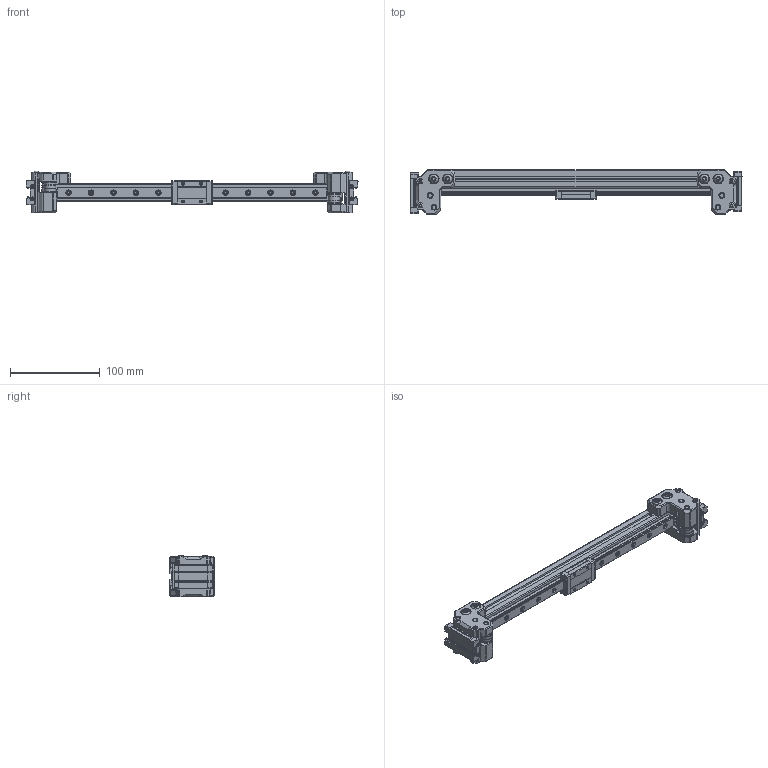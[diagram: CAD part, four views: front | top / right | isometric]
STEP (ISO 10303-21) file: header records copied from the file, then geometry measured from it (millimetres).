
FILE_DESCRIPTION(/* description */ (''),/* implementation_level */ '2;1');
FILE_NAME(/* name */ '_3_Printed_9mm_2WD_X_axis_MGN12H.step',/* time_stamp */ '2025-04-17T08:03:05-05:00',/* author */ (''),/* organization */ (''),/* preprocessor_version */ 'ST-DEVELOPER v20.1',/* originating_system */ 'Autodesk Translation Framework v14.4.0.0',/* authorisation */ '');
FILE_SCHEMA (('AUTOMOTIVE_DESIGN { 1 0 10303 214 3 1 1 }'));
Products named in the file (30): _3_Printed_9mm_2WD_X_axis; _Printed_9mm_2WD_left_XY_joint; Printed_9mm_2WD_XY_joint_left_a; _Printed_9mm_left_XY_joint_hardware; _Printed_9mm_2WD_XY_joint_motion_1; _GT2_20T_9mm_pulley_de-hubbed_1; Printed_9mm_2WD_XY_joint_left_b; _HFSB5-2020-330; _MGN12 rail - 300mm; _M3x8 SHCS; M5 2020 drop-in T-nut; _Printed_9mm_2WD_right_XY_joint; _Printed_9mm_2WD_XY_joint_motion; 695 bearing; _GT2_20T_9mm_pulley_de-hubbed; GT2 20T 9mm pulley de-hubbed ; M4x2.5 set screw; _MGN9H; Printed_spacer; Shim 0.5mm; F695 flanged bearing; D5x40 smooth pin; _MGN12H; Printed_9mm_2WD_XY_joint_right_a; Printed_9mm_2WD_XY_joint_right_b; _Printed_9mm_right_XY_joint_hardware; M3x40 BHCS; M3xD5x4 threaded insert; M3x6 BHCS; M5x12 BHCS
Assembly tree (89 placements, depth 5):
  _3_Printed_9mm_2WD_X_axis
    _Printed_9mm_2WD_left_XY_joint
      Printed_9mm_2WD_XY_joint_left_a
      _Printed_9mm_left_XY_joint_hardware
        M5x12 BHCS  x3
        M3x6 BHCS  x4
        M3xD5x4 threaded insert  x2
        M3x40 BHCS  x2
      _Printed_9mm_2WD_XY_joint_motion_1
        _GT2_20T_9mm_pulley_de-hubbed_1
          M4x2.5 set screw  x2
          GT2 20T 9mm pulley de-hubbed 
        Printed_spacer  x2
        F695 flanged bearing  x4
        Shim 0.5mm  x3
        695 bearing
        _MGN9H
        D5x40 smooth pin  x2
        _MGN12H
      Printed_9mm_2WD_XY_joint_left_b
    _HFSB5-2020-330
      M5 2020 drop-in T-nut  x6
      _MGN12 rail - 300mm
        _M3x8 SHCS  x12
      _MGN12H
    _Printed_9mm_2WD_right_XY_joint
      _Printed_9mm_2WD_XY_joint_motion
        Printed_spacer  x2
        F695 flanged bearing  x4
        Shim 0.5mm  x3
        695 bearing
        _GT2_20T_9mm_pulley_de-hubbed
          M4x2.5 set screw  x2
          GT2 20T 9mm pulley de-hubbed 
        _MGN9H
        D5x40 smooth pin  x2
        _MGN12H
      Printed_9mm_2WD_XY_joint_right_a
      Printed_9mm_2WD_XY_joint_right_b
      _Printed_9mm_right_XY_joint_hardware
        M3x40 BHCS  x2
        M3x6 BHCS  x4
        M3xD5x4 threaded insert  x2
        M5x12 BHCS  x3
Bounding box: 370 x 49.24 x 46.8 mm (x, y, z)
Volume: 194290.7 mm3; surface area: 142713.5 mm2
Topology: 103 solids, 103 shells, 3782 faces, 9461 edges, 6077 vertices
Faces by surface type: plane 1642, cylinder 1153, cone 566, bspline 344, torus 47, sphere 30
Full cylindrical faces by diameter (mm): 2.459 x24, 2.9 x4, 3 x32, 3.2 x8, 3.4 x8, 3.5 x12, 4.2 x35, 4.25 x4, 4.6 x4, 4.7 x4, 5 x28, 5.2 x4, 5.366 x8, 5.5 x12, 5.6 x4, 5.7 x12, 6 x20, 6.5 x20, 8 x14, 8.8 x4, 9.5 x6, 10 x6, 11.5 x20, 13 x10, 15 x8, 15.5 x2, 16 x4
Entity records: 61239 total; most frequent: CARTESIAN_POINT 14610, DIRECTION 9791, ORIENTED_EDGE 9516, EDGE_CURVE 4758, AXIS2_PLACEMENT_3D 3560, VERTEX_POINT 3060, LINE 2671, VECTOR 2671
